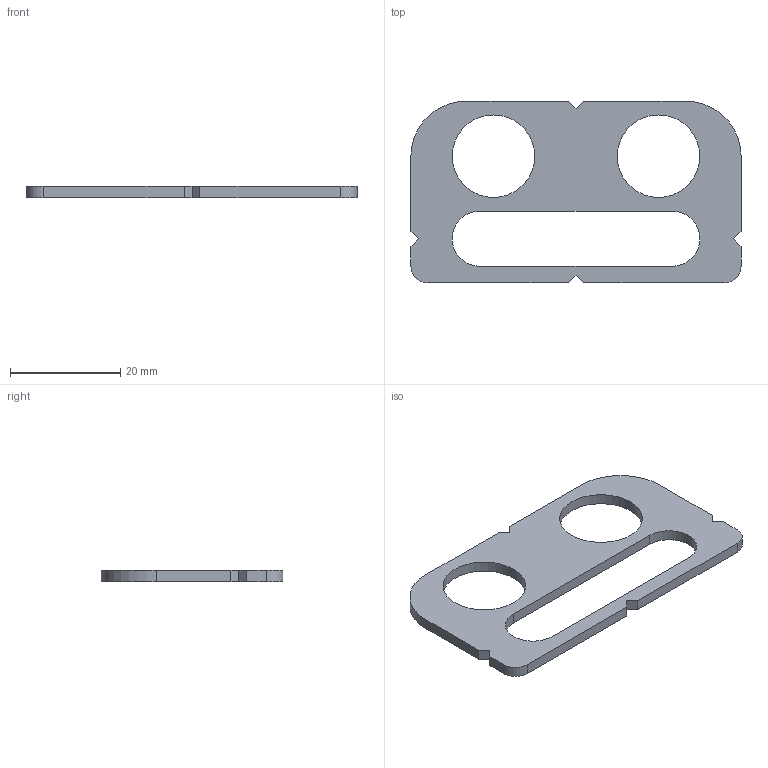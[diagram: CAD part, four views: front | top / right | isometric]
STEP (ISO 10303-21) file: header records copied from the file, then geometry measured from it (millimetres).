
FILE_DESCRIPTION (( 'STEP AP203' ), '1' );
FILE_NAME ('face phantom.STEP', '2025-01-13T19:05:59', ( '' ), ( '' ), 'SwSTEP 2.0', 'SolidWorks 2023', '' );
FILE_SCHEMA (( 'CONFIG_CONTROL_DESIGN' ));
Length unit declared in the file: millimetre
Products named in the file (1): face phantom
Bounding box: 60 x 33 x 2 mm (x, y, z)
Volume: 2286.5 mm3; surface area: 3036.9 mm2
Topology: 1 solids, 1 shells, 31 faces, 87 edges, 58 vertices
Faces by surface type: plane 20, cylinder 11
Entity records: 1092 total; most frequent: CARTESIAN_POINT 177, ORIENTED_EDGE 174, DIRECTION 173, EDGE_CURVE 87, VECTOR 65, LINE 65, VERTEX_POINT 58, AXIS2_PLACEMENT_3D 54
